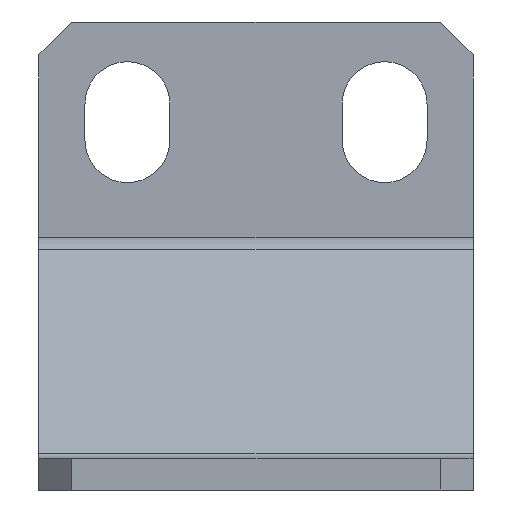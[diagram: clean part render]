
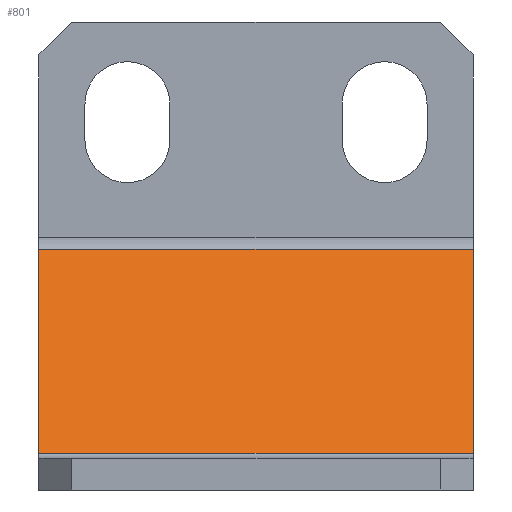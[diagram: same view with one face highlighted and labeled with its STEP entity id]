
A CAD part, front view. The second image highlights one B-rep face of the part: STEP entity #801.
In plain terms, the highlighted planar face has unit normal (0, -0.707, 0.707).
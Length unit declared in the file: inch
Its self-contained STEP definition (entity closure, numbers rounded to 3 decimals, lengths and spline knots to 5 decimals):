
#87=PLANE('',#879);
#121=FACE_OUTER_BOUND('',#167,.T.);
#167=EDGE_LOOP('',(#643,#644,#645,#646));
#232=LINE('',#1278,#312);
#235=LINE('',#1284,#315);
#236=LINE('',#1287,#316);
#240=LINE('',#1294,#320);
#312=VECTOR('',#1020,39.37008);
#315=VECTOR('',#1025,39.37008);
#316=VECTOR('',#1028,39.37008);
#320=VECTOR('',#1036,39.37008);
#435=VERTEX_POINT('',#1264);
#437=VERTEX_POINT('',#1270);
#440=VERTEX_POINT('',#1282);
#441=VERTEX_POINT('',#1286);
#512=EDGE_CURVE('',#435,#437,#232,.T.);
#515=EDGE_CURVE('',#440,#435,#235,.T.);
#516=EDGE_CURVE('',#437,#441,#236,.T.);
#520=EDGE_CURVE('',#441,#440,#240,.T.);
#643=ORIENTED_EDGE('',*,*,#516,.F.);
#644=ORIENTED_EDGE('',*,*,#512,.F.);
#645=ORIENTED_EDGE('',*,*,#515,.F.);
#646=ORIENTED_EDGE('',*,*,#520,.F.);
#801=ADVANCED_FACE('',(#121),#87,.T.);
#879=AXIS2_PLACEMENT_3D('',#1293,#1034,#1035);
#1020=DIRECTION('',(-1.,0.,0.));
#1025=DIRECTION('',(0.,-0.707,-0.707));
#1028=DIRECTION('',(0.,0.707,0.707));
#1034=DIRECTION('center_axis',(0.,-0.707,0.707));
#1035=DIRECTION('ref_axis',(0.,-0.707,-0.707));
#1036=DIRECTION('',(1.,0.,0.));
#1264=CARTESIAN_POINT('',(0.422,0.23213,0.07137));
#1270=CARTESIAN_POINT('',(-0.422,0.23213,0.07137));
#1278=CARTESIAN_POINT('',(0.422,0.23213,0.07137));
#1282=CARTESIAN_POINT('',(0.422,0.62886,0.4681));
#1284=CARTESIAN_POINT('',(0.422,0.22275,0.062));
#1286=CARTESIAN_POINT('',(-0.422,0.62886,0.4681));
#1287=CARTESIAN_POINT('',(-0.422,0.62886,0.4681));
#1293=CARTESIAN_POINT('Origin',(0.422,0.62886,0.4681));
#1294=CARTESIAN_POINT('',(0.422,0.62886,0.4681));
